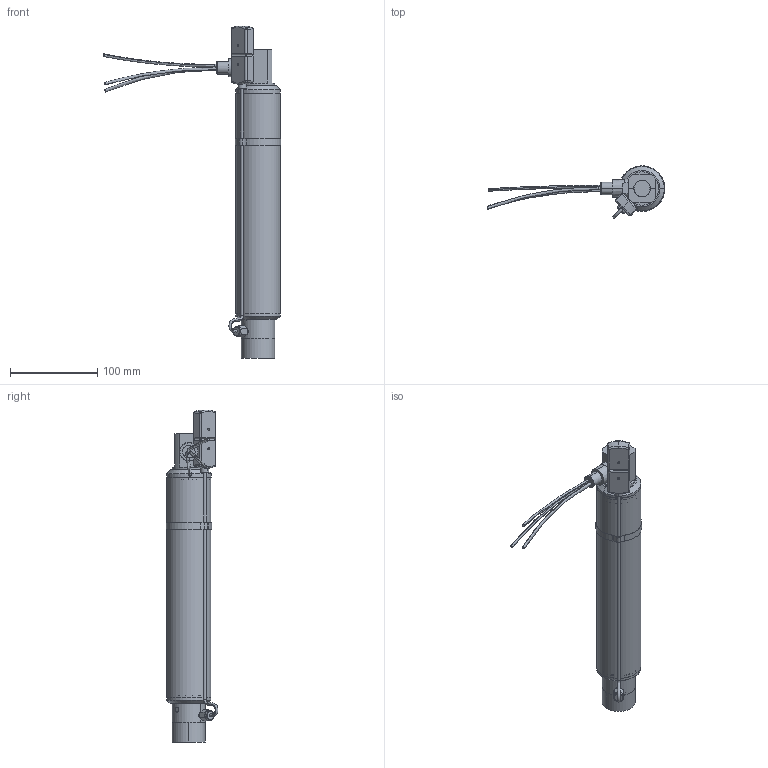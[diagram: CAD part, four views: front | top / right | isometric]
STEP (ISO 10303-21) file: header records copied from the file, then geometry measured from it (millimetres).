
FILE_DESCRIPTION (( 'STEP AP203' ), '1' );
FILE_NAME ('CT150-2CER 1-2F 1F-TF1 AUG2017 203.STEP', '2017-08-31T18:17:38', ( '' ), ( '' ), 'SwSTEP 2.0', 'SolidWorks 2017', '' );
FILE_SCHEMA (( 'CONFIG_CONTROL_DESIGN' ));
Length unit declared in the file: inch
Products named in the file (1): CT150-2CER 1-2F 1F-TF1 AUG2017 203
Bounding box: 203.3 x 59.44 x 379.73 mm (x, y, z)
Volume: 146298 mm3; surface area: 141680.4 mm2
Topology: 23 solids, 23 shells, 376 faces, 855 edges, 525 vertices
Faces by surface type: cylinder 176, plane 111, cone 47, bspline 38, torus 4
Entity records: 12828 total; most frequent: CARTESIAN_POINT 4228, DIRECTION 1911, ORIENTED_EDGE 1678, EDGE_CURVE 839, AXIS2_PLACEMENT_3D 796, VERTEX_POINT 525, CIRCLE 457, EDGE_LOOP 430
